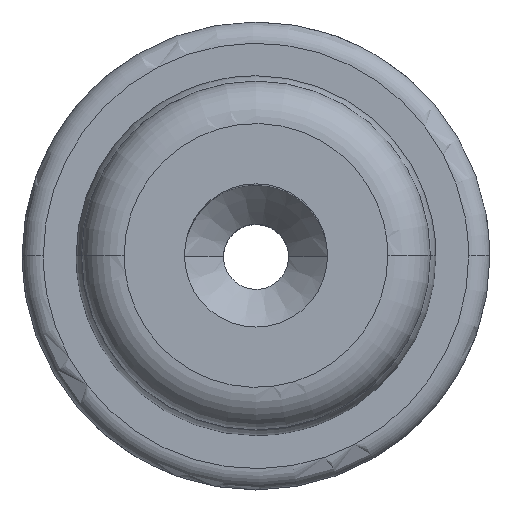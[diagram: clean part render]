
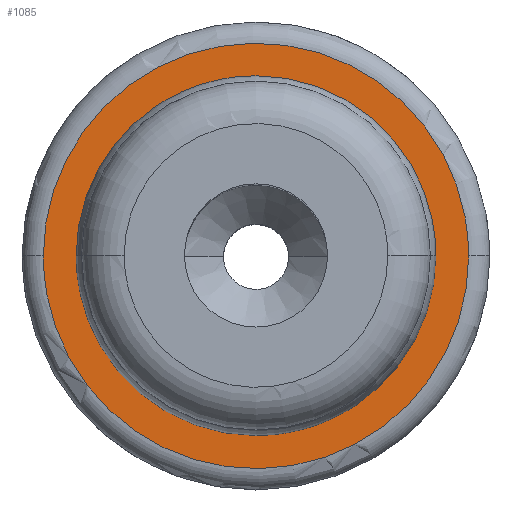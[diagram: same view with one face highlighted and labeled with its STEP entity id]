
A CAD part, top view. The second image highlights one B-rep face of the part: STEP entity #1085.
In plain terms, the highlighted planar face has unit normal (0, 0, 1).
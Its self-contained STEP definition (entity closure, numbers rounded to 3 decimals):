
#1012=AXIS2_PLACEMENT_3D('Circle Axis2P3D',#1010,#1011,$) ;
#1036=AXIS2_PLACEMENT_3D('Circle Axis2P3D',#1034,#1035,$) ;
#1049=AXIS2_PLACEMENT_3D('Plane Axis2P3D',#1046,#1047,#1048) ;
#1007=CARTESIAN_POINT('Vertex',(1.067,4.191,13.97)) ;
#1010=CARTESIAN_POINT('Axis2P3D Location',(4.191,4.191,13.97)) ;
#1014=CARTESIAN_POINT('Vertex',(7.315,4.191,13.97)) ;
#1034=CARTESIAN_POINT('Axis2P3D Location',(4.191,4.191,13.97)) ;
#1046=CARTESIAN_POINT('Axis2P3D Location',(8.001,4.191,13.97)) ;
#1052=CARTESIAN_POINT('Control Point',(0.381,4.191,13.97)) ;
#1053=CARTESIAN_POINT('Control Point',(0.381,5.388,13.97)) ;
#1054=CARTESIAN_POINT('Control Point',(0.849,6.586,13.97)) ;
#1055=CARTESIAN_POINT('Control Point',(1.797,7.532,13.97)) ;
#1056=CARTESIAN_POINT('Control Point',(4.191,8.47,13.97)) ;
#1057=CARTESIAN_POINT('Control Point',(6.585,7.532,13.97)) ;
#1058=CARTESIAN_POINT('Control Point',(7.533,6.586,13.97)) ;
#1059=CARTESIAN_POINT('Control Point',(8.001,5.388,13.97)) ;
#1060=CARTESIAN_POINT('Control Point',(8.001,4.191,13.97)) ;
#1061=CARTESIAN_POINT('Vertex',(0.381,4.191,13.97)) ;
#1063=CARTESIAN_POINT('Vertex',(8.001,4.191,13.97)) ;
#1067=CARTESIAN_POINT('Control Point',(8.001,4.191,13.97)) ;
#1068=CARTESIAN_POINT('Control Point',(8.001,2.994,13.97)) ;
#1069=CARTESIAN_POINT('Control Point',(7.533,1.796,13.97)) ;
#1070=CARTESIAN_POINT('Control Point',(6.585,0.85,13.97)) ;
#1071=CARTESIAN_POINT('Control Point',(4.191,-0.088,13.97)) ;
#1072=CARTESIAN_POINT('Control Point',(1.797,0.85,13.97)) ;
#1073=CARTESIAN_POINT('Control Point',(0.849,1.796,13.97)) ;
#1074=CARTESIAN_POINT('Control Point',(0.381,2.994,13.97)) ;
#1075=CARTESIAN_POINT('Control Point',(0.381,4.191,13.97)) ;
#1011=DIRECTION('Axis2P3D Direction',(0.,0.,1.)) ;
#1035=DIRECTION('Axis2P3D Direction',(0.,0.,1.)) ;
#1047=DIRECTION('Axis2P3D Direction',(0.,0.,1.)) ;
#1048=DIRECTION('Axis2P3D XDirection',(1.,0.,0.)) ;
#1078=ORIENTED_EDGE('',*,*,#1065,.F.) ;
#1079=ORIENTED_EDGE('',*,*,#1076,.F.) ;
#1082=ORIENTED_EDGE('',*,*,#1038,.T.) ;
#1083=ORIENTED_EDGE('',*,*,#1016,.T.) ;
#1084=FACE_BOUND('',#1081,.T.) ;
#1085=ADVANCED_FACE('Geometry.1',(#1080,#1084),#1050,.T.) ;
#1013=CIRCLE('generated circle',#1012,3.124) ;
#1037=CIRCLE('generated circle',#1036,3.124) ;
#1016=EDGE_CURVE('',#1015,#1008,#1013,.F.) ;
#1038=EDGE_CURVE('',#1008,#1015,#1037,.F.) ;
#1065=EDGE_CURVE('',#1062,#1064,#1051,.T.) ;
#1076=EDGE_CURVE('',#1064,#1062,#1066,.T.) ;
#1077=EDGE_LOOP('',(#1078,#1079)) ;
#1081=EDGE_LOOP('',(#1082,#1083)) ;
#1080=FACE_OUTER_BOUND('',#1077,.T.) ;
#1050=PLANE('',#1049) ;
#1008=VERTEX_POINT('',#1007) ;
#1015=VERTEX_POINT('',#1014) ;
#1062=VERTEX_POINT('',#1061) ;
#1064=VERTEX_POINT('',#1063) ;
#1051=(BOUNDED_CURVE()B_SPLINE_CURVE(5,(#1052,#1053,#1054,#1055,#1056,#1057,#1058,#1059,#1060),.UNSPECIFIED.,.F.,.U.)B_SPLINE_CURVE_WITH_KNOTS((6,3,6),(0.,6.394,12.787),.UNSPECIFIED.)CURVE()GEOMETRIC_REPRESENTATION_ITEM()RATIONAL_B_SPLINE_CURVE((1.,1.,1.,1.,1.,1.,1.,1.,1.))REPRESENTATION_ITEM('')) ;
#1066=(BOUNDED_CURVE()B_SPLINE_CURVE(5,(#1067,#1068,#1069,#1070,#1071,#1072,#1073,#1074,#1075),.UNSPECIFIED.,.F.,.U.)B_SPLINE_CURVE_WITH_KNOTS((6,3,6),(0.,6.394,12.787),.UNSPECIFIED.)CURVE()GEOMETRIC_REPRESENTATION_ITEM()RATIONAL_B_SPLINE_CURVE((1.,1.,1.,1.,1.,1.,1.,1.,1.))REPRESENTATION_ITEM('')) ;
